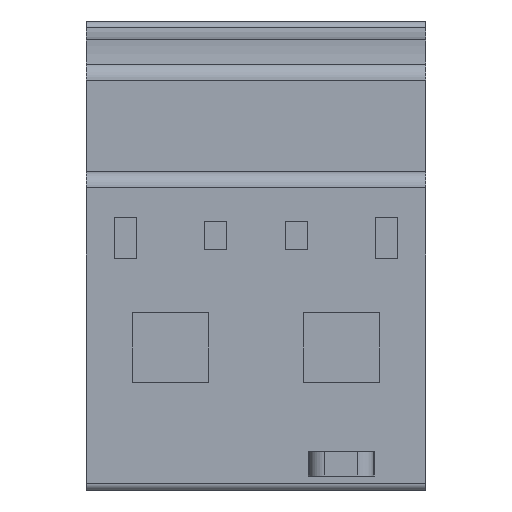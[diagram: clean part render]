
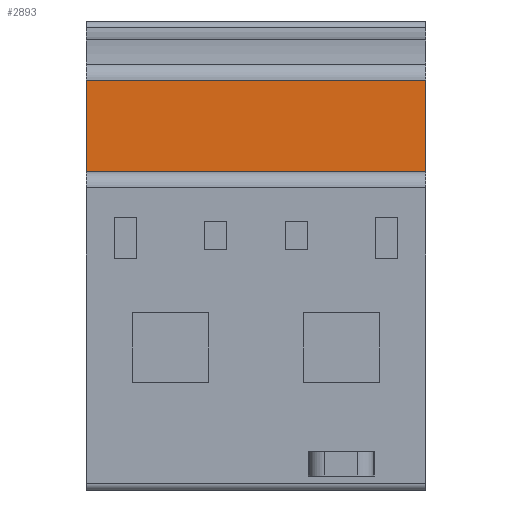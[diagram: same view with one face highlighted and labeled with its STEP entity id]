
A CAD part, front view. The second image highlights one B-rep face of the part: STEP entity #2893.
In plain terms, the highlighted planar face has unit normal (0, -1, 0).
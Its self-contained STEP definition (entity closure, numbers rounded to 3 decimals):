
#2880=AXIS2_PLACEMENT_3D('Plane Axis2P3D',#2877,#2878,#2879) ;
#1164=CARTESIAN_POINT('Vertex',(0.,-22.5,0.444)) ;
#1167=CARTESIAN_POINT('Line Origine',(0.,-22.5,-6.778)) ;
#1171=CARTESIAN_POINT('Vertex',(0.,-22.5,-14.)) ;
#1268=CARTESIAN_POINT('Vertex',(-53.4,-22.5,-14.)) ;
#1271=CARTESIAN_POINT('Line Origine',(-53.4,-22.5,-6.778)) ;
#1275=CARTESIAN_POINT('Vertex',(-53.4,-22.5,0.444)) ;
#2865=CARTESIAN_POINT('Line Origine',(-26.7,-22.5,0.444)) ;
#2877=CARTESIAN_POINT('Axis2P3D Location',(0.,-22.5,0.444)) ;
#2882=CARTESIAN_POINT('Line Origine',(-26.7,-22.5,-14.)) ;
#1168=DIRECTION('Vector Direction',(0.,0.,-1.)) ;
#1272=DIRECTION('Vector Direction',(0.,0.,-1.)) ;
#2866=DIRECTION('Vector Direction',(1.,0.,0.)) ;
#2878=DIRECTION('Axis2P3D Direction',(0.,1.,0.)) ;
#2879=DIRECTION('Axis2P3D XDirection',(0.,0.,-1.)) ;
#2883=DIRECTION('Vector Direction',(-1.,0.,0.)) ;
#1169=VECTOR('Line Direction',#1168,1.) ;
#1273=VECTOR('Line Direction',#1272,1.) ;
#2867=VECTOR('Line Direction',#2866,1.) ;
#2884=VECTOR('Line Direction',#2883,1.) ;
#2888=ORIENTED_EDGE('',*,*,#1277,.T.) ;
#2889=ORIENTED_EDGE('',*,*,#2886,.F.) ;
#2890=ORIENTED_EDGE('',*,*,#1173,.F.) ;
#2891=ORIENTED_EDGE('',*,*,#2869,.T.) ;
#2893=ADVANCED_FACE('PartBody',(#2892),#2881,.F.) ;
#1173=EDGE_CURVE('',#1165,#1172,#1170,.T.) ;
#1277=EDGE_CURVE('',#1276,#1269,#1274,.T.) ;
#2869=EDGE_CURVE('',#1165,#1276,#2868,.F.) ;
#2886=EDGE_CURVE('',#1172,#1269,#2885,.T.) ;
#2887=EDGE_LOOP('',(#2888,#2889,#2890,#2891)) ;
#2892=FACE_OUTER_BOUND('',#2887,.T.) ;
#1170=LINE('Line',#1167,#1169) ;
#1274=LINE('Line',#1271,#1273) ;
#2868=LINE('Line',#2865,#2867) ;
#2885=LINE('Line',#2882,#2884) ;
#2881=PLANE('',#2880) ;
#1165=VERTEX_POINT('',#1164) ;
#1172=VERTEX_POINT('',#1171) ;
#1269=VERTEX_POINT('',#1268) ;
#1276=VERTEX_POINT('',#1275) ;
